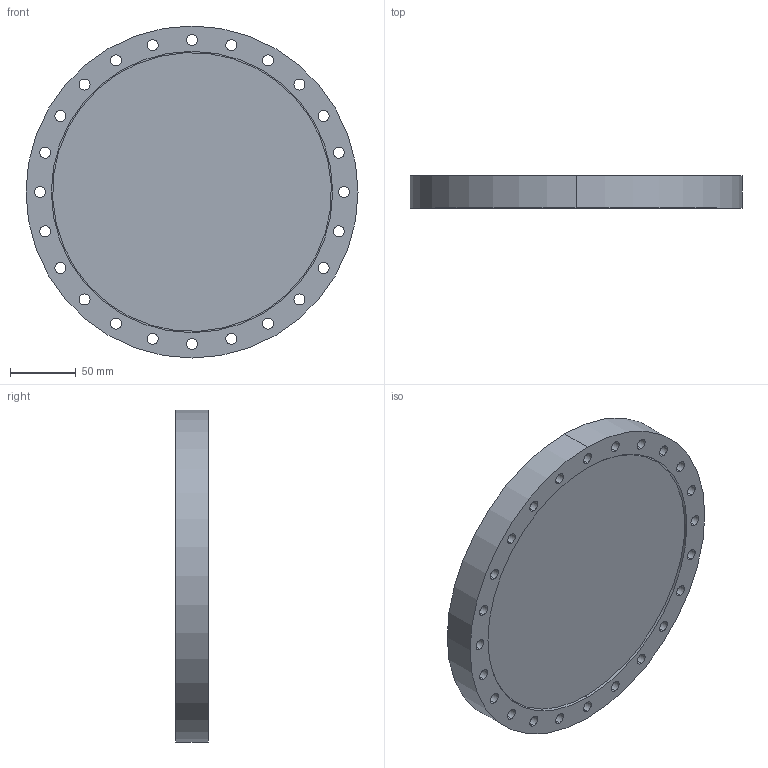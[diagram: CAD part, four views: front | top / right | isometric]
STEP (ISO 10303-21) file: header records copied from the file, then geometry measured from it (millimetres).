
FILE_DESCRIPTION (( 'STEP AP203' ), '1' );
FILE_NAME ('A0651-8-CF.STEP', '2011-10-03T19:31:56', ( '' ), ( '' ), 'SwSTEP 2.0', 'SolidWorks 2011', '' );
FILE_SCHEMA (( 'CONFIG_CONTROL_DESIGN' ));
Length unit declared in the file: inch
Products named in the file (1): A0651-8-CF
Bounding box: 253.24 x 24.64 x 253.24 mm (x, y, z)
Volume: 704026.1 mm3; surface area: 179541.9 mm2
Topology: 1 solids, 1 shells, 91 faces, 228 edges, 148 vertices
Faces by surface type: cylinder 70, plane 11, cone 6, torus 4
Entity records: 2973 total; most frequent: DIRECTION 564, CARTESIAN_POINT 468, ORIENTED_EDGE 456, AXIS2_PLACEMENT_3D 244, EDGE_CURVE 228, CIRCLE 152, EDGE_LOOP 148, VERTEX_POINT 148
